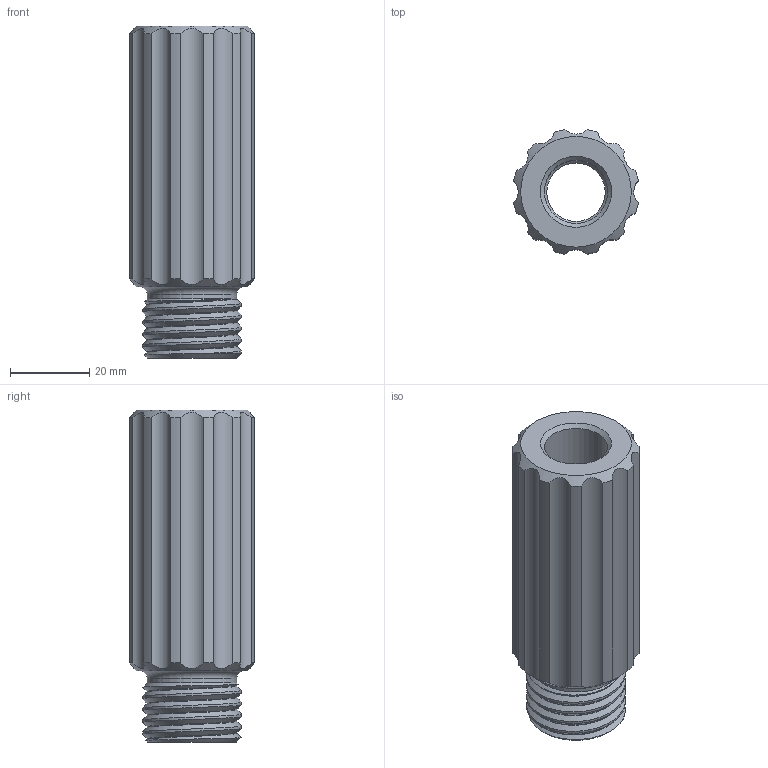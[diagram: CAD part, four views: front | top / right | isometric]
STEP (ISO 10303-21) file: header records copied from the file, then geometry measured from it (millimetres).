
FILE_DESCRIPTION(('FreeCAD Model'),'2;1');
FILE_NAME('Open CASCADE Shape Model','2024-03-30T09:29:25',(''),(''), 'Open CASCADE STEP processor 7.6','FreeCAD','Unknown');
FILE_SCHEMA(('AUTOMOTIVE_DESIGN { 1 0 10303 214 1 1 1 1 }'));
Length unit declared in the file: millimetre
Products named in the file (1): handle
Bounding box: 31.5 x 31.5 x 84 mm (x, y, z)
Volume: 38621.1 mm3; surface area: 13933.3 mm2
Topology: 1 solids, 1 shells, 63 faces, 150 edges, 90 vertices
Faces by surface type: cylinder 35, bspline 15, cone 9, plane 3, torus 1
Full cylindrical faces by diameter (mm): 14.8 x1, 16 x2, 20 x1, 22.6 x1, 25 x4
Entity records: 6102 total; most frequent: CARTESIAN_POINT 4762, ORIENTED_EDGE 300, DIRECTION 229, EDGE_CURVE 150, AXIS2_PLACEMENT_3D 92, VERTEX_POINT 90, FACE_BOUND 66, EDGE_LOOP 66
